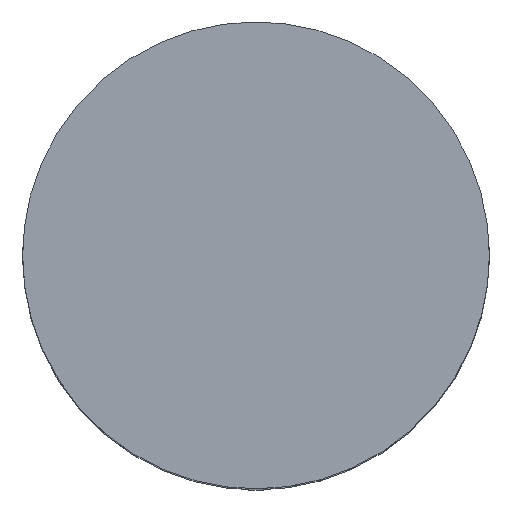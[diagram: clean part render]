
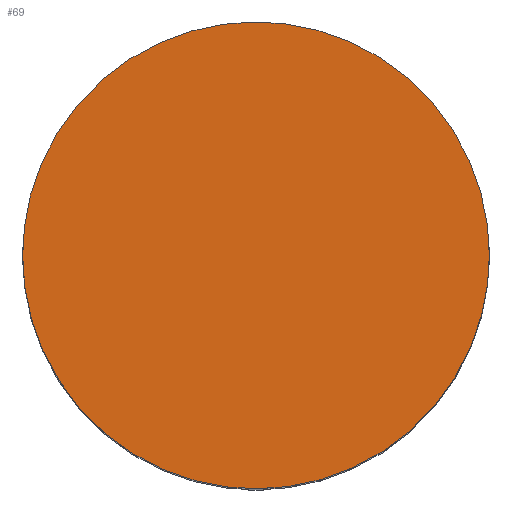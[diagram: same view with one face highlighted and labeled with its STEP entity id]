
A CAD part, top view. The second image highlights one B-rep face of the part: STEP entity #69.
In plain terms, the highlighted planar face has unit normal (0, 0, 1).
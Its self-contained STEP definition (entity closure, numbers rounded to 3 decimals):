
#69=ADVANCED_FACE('',(#109),#500,.T.);
#109=FACE_OUTER_BOUND('',#153,.T.);
#153=EDGE_LOOP('',(#305,#306));
#305=ORIENTED_EDGE('',*,*,#385,.T.);
#306=ORIENTED_EDGE('',*,*,#388,.T.);
#385=EDGE_CURVE('',#468,#470,#415,.T.);
#388=EDGE_CURVE('',#470,#468,#418,.T.);
#415=(
BOUNDED_CURVE()
B_SPLINE_CURVE(2,(#1066,#1067,#1068,#1069,#1070),.UNSPECIFIED.,.F.,.F.)
B_SPLINE_CURVE_WITH_KNOTS((3,2,3),(0.,196.35,392.699),
 .UNSPECIFIED.)
CURVE()
GEOMETRIC_REPRESENTATION_ITEM()
RATIONAL_B_SPLINE_CURVE((1.,0.707,1.,0.707,1.))
REPRESENTATION_ITEM('')
);
#418=(
BOUNDED_CURVE()
B_SPLINE_CURVE(2,(#1078,#1079,#1080,#1081,#1082),.UNSPECIFIED.,.F.,.F.)
B_SPLINE_CURVE_WITH_KNOTS((3,2,3),(392.699,589.049,785.398),
 .UNSPECIFIED.)
CURVE()
GEOMETRIC_REPRESENTATION_ITEM()
RATIONAL_B_SPLINE_CURVE((1.,0.707,1.,0.707,1.))
REPRESENTATION_ITEM('')
);
#468=VERTEX_POINT('',#1056);
#470=VERTEX_POINT('',#1058);
#500=PLANE('',#625);
#625=AXIS2_PLACEMENT_3D('',#1044,#659,$);
#659=DIRECTION('',(0.,0.,1.));
#1044=CARTESIAN_POINT('',(64867.523,-72281.532,383.));
#1056=CARTESIAN_POINT('',(64898.773,-72125.282,383.));
#1058=CARTESIAN_POINT('',(65148.773,-72125.282,383.));
#1066=CARTESIAN_POINT('',(64898.773,-72125.282,383.));
#1067=CARTESIAN_POINT('',(64898.773,-72250.282,383.));
#1068=CARTESIAN_POINT('',(65023.773,-72250.282,383.));
#1069=CARTESIAN_POINT('',(65148.773,-72250.282,383.));
#1070=CARTESIAN_POINT('',(65148.773,-72125.282,383.));
#1078=CARTESIAN_POINT('',(65148.773,-72125.282,383.));
#1079=CARTESIAN_POINT('',(65148.773,-72000.282,383.));
#1080=CARTESIAN_POINT('',(65023.773,-72000.282,383.));
#1081=CARTESIAN_POINT('',(64898.773,-72000.282,383.));
#1082=CARTESIAN_POINT('',(64898.773,-72125.282,383.));
